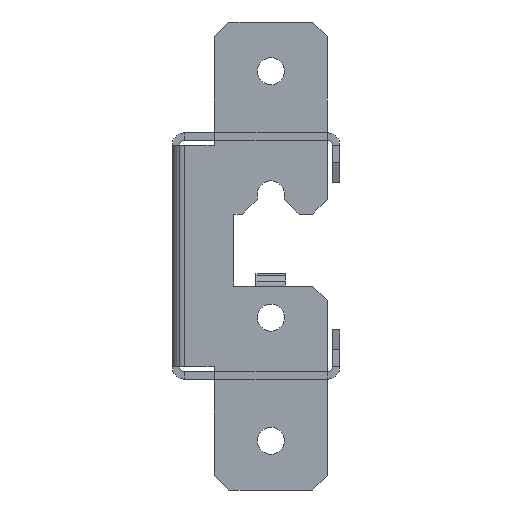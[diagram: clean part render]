
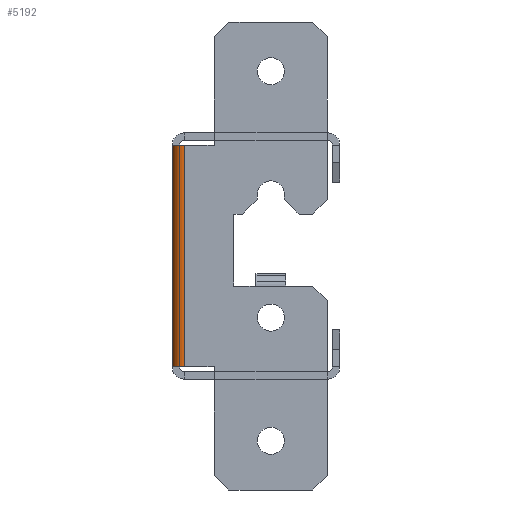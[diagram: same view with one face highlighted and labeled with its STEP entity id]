
A CAD part, left-side view. The second image highlights one B-rep face of the part: STEP entity #5192.
In plain terms, the highlighted cylindrical face has radius 2.5 mm (diameter 5 mm), a partial arc.
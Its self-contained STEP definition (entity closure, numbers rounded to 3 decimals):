
#77 = ORIENTED_EDGE ( 'NONE', *, *, #1498, .F. ) ;
#593 = DIRECTION ( 'NONE',  ( 0., 1., 0. ) ) ;
#735 = VECTOR ( 'NONE', #1621, 1000. ) ;
#1073 = DIRECTION ( 'NONE',  ( -1., 0., 0. ) ) ;
#1456 = EDGE_CURVE ( 'NONE', #16685, #5929, #17729, .T. ) ;
#1498 = EDGE_CURVE ( 'NONE', #10074, #9081, #15661, .T. ) ;
#1621 = DIRECTION ( 'NONE',  ( 0., 0., -1. ) ) ;
#1690 = CARTESIAN_POINT ( 'NONE',  ( -346., -2.5, -22.5 ) ) ;
#2309 = CARTESIAN_POINT ( 'NONE',  ( -348.5, -2.5, 22.5 ) ) ;
#2417 = EDGE_CURVE ( 'NONE', #10074, #5929, #7615, .T. ) ;
#2804 = VECTOR ( 'NONE', #13214, 1000. ) ;
#2826 = CARTESIAN_POINT ( 'NONE',  ( -348.5, -2.5, -22.5 ) ) ;
#4195 = CARTESIAN_POINT ( 'NONE',  ( -346., 0., 22.5 ) ) ;
#4793 = DIRECTION ( 'NONE',  ( 0., 0., 1. ) ) ;
#5192 = ADVANCED_FACE ( 'NONE', ( #5461 ), #11055, .T. ) ;
#5461 = FACE_OUTER_BOUND ( 'NONE', #9346, .T. ) ;
#5929 = VERTEX_POINT ( 'NONE', #7666 ) ;
#6217 = CARTESIAN_POINT ( 'NONE',  ( -346., 0., -22.5 ) ) ;
#6644 = CARTESIAN_POINT ( 'NONE',  ( -346., -2.5, -22.5 ) ) ;
#7420 = ORIENTED_EDGE ( 'NONE', *, *, #2417, .T. ) ;
#7615 = LINE ( 'NONE', #2309, #2804 ) ;
#7666 = CARTESIAN_POINT ( 'NONE',  ( -348.5, -2.5, 22.5 ) ) ;
#8783 = CARTESIAN_POINT ( 'NONE',  ( -346., 0., 22.5 ) ) ;
#9081 = VERTEX_POINT ( 'NONE', #6217 ) ;
#9346 = EDGE_LOOP ( 'NONE', ( #16479, #77, #7420, #9999 ) ) ;
#9467 = DIRECTION ( 'NONE',  ( 0., 0., -1. ) ) ;
#9999 = ORIENTED_EDGE ( 'NONE', *, *, #1456, .F. ) ;
#10074 = VERTEX_POINT ( 'NONE', #2826 ) ;
#10558 = DIRECTION ( 'NONE',  ( 0., 1., 0. ) ) ;
#11055 = CYLINDRICAL_SURFACE ( 'NONE', #15168, 2.5 ) ;
#12104 = EDGE_CURVE ( 'NONE', #16685, #9081, #14265, .T. ) ;
#13214 = DIRECTION ( 'NONE',  ( 0., 0., 1. ) ) ;
#14265 = LINE ( 'NONE', #4195, #735 ) ;
#14332 = CARTESIAN_POINT ( 'NONE',  ( -346., -2.5, 22.5 ) ) ;
#15080 = AXIS2_PLACEMENT_3D ( 'NONE', #14332, #4793, #593 ) ;
#15168 = AXIS2_PLACEMENT_3D ( 'NONE', #6644, #16641, #1073 ) ;
#15661 = CIRCLE ( 'NONE', #17148, 2.5 ) ;
#16479 = ORIENTED_EDGE ( 'NONE', *, *, #12104, .T. ) ;
#16641 = DIRECTION ( 'NONE',  ( 0., 0., -1. ) ) ;
#16685 = VERTEX_POINT ( 'NONE', #8783 ) ;
#17148 = AXIS2_PLACEMENT_3D ( 'NONE', #1690, #9467, #10558 ) ;
#17729 = CIRCLE ( 'NONE', #15080, 2.5 ) ;
